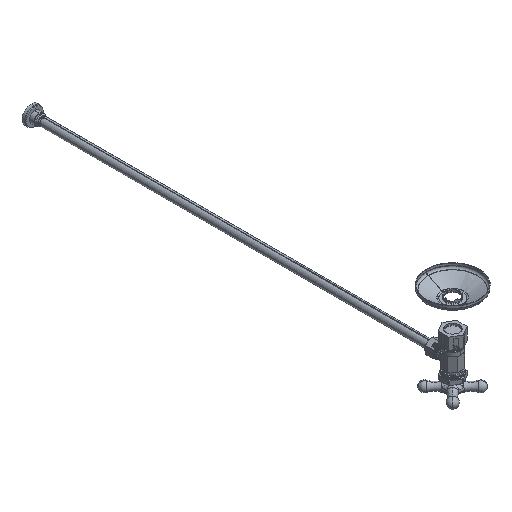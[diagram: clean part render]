
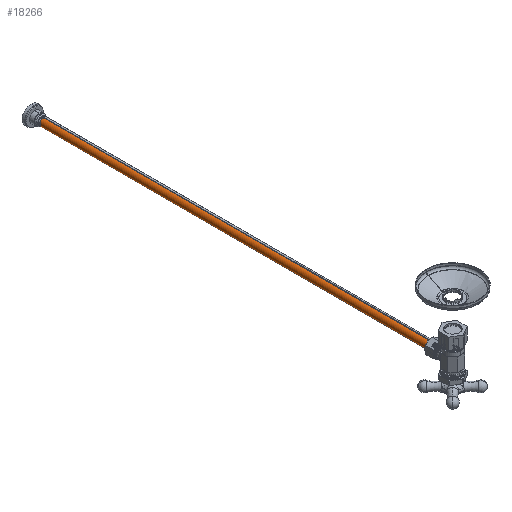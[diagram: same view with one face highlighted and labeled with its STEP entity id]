
A CAD part, isometric view. The second image highlights one B-rep face of the part: STEP entity #18266.
In plain terms, the highlighted cylindrical face has radius 4.763 mm (diameter 9.525 mm), a partial arc.
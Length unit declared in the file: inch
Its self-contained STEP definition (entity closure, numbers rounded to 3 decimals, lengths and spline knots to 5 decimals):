
#6167=DIRECTION('',(0.,1.,0.));
#6168=VECTOR('',#6167,18.33948);
#6169=CARTESIAN_POINT('',(0.,0.96681,0.1875));
#6170=LINE('',#6169,#6168);
#6171=DIRECTION('',(0.,-1.,0.));
#6172=VECTOR('',#6171,18.33948);
#6173=CARTESIAN_POINT('',(0.,19.30629,-0.1875));
#6174=LINE('',#6173,#6172);
#6350=CARTESIAN_POINT('',(0.,0.96681,0.));
#6351=DIRECTION('',(0.,1.,0.));
#6352=DIRECTION('',(0.,0.,-1.));
#6353=AXIS2_PLACEMENT_3D('',#6350,#6351,#6352);
#6374=CARTESIAN_POINT('',(0.,19.30629,0.));
#6375=DIRECTION('',(0.,1.,0.));
#6376=DIRECTION('',(0.,0.,-1.));
#6377=AXIS2_PLACEMENT_3D('',#6374,#6375,#6376);
#7630=CARTESIAN_POINT('',(0.,19.30629,-0.1875));
#7631=CARTESIAN_POINT('',(0.,19.30629,0.1875));
#7632=VERTEX_POINT('',#7630);
#7633=VERTEX_POINT('',#7631);
#8654=CARTESIAN_POINT('',(0.,0.96681,-0.1875));
#8655=CARTESIAN_POINT('',(0.,0.96681,0.1875));
#8656=VERTEX_POINT('',#8654);
#8657=VERTEX_POINT('',#8655);
#18254=CARTESIAN_POINT('',(0.,-0.10053,0.));
#18255=DIRECTION('',(0.,1.,0.));
#18256=DIRECTION('',(0.,0.,-1.));
#18257=AXIS2_PLACEMENT_3D('',#18254,#18255,#18256);
#18258=CYLINDRICAL_SURFACE('',#18257,0.1875);
#18259=ORIENTED_EDGE('',*,*,#18071,.F.);
#18260=ORIENTED_EDGE('',*,*,#18040,.F.);
#18262=ORIENTED_EDGE('',*,*,#18261,.T.);
#18263=ORIENTED_EDGE('',*,*,#18036,.F.);
#18264=EDGE_LOOP('',(#18259,#18260,#18262,#18263));
#18265=FACE_OUTER_BOUND('',#18264,.F.);
#18266=ADVANCED_FACE('',(#18265),#18258,.T.);
#6354=CIRCLE('',#6353,0.1875);
#6378=CIRCLE('',#6377,0.1875);
#18036=EDGE_CURVE('',#8657,#7633,#6170,.T.);
#18040=EDGE_CURVE('',#7632,#8656,#6174,.T.);
#18071=EDGE_CURVE('',#8656,#8657,#6354,.T.);
#18261=EDGE_CURVE('',#7632,#7633,#6378,.T.);
